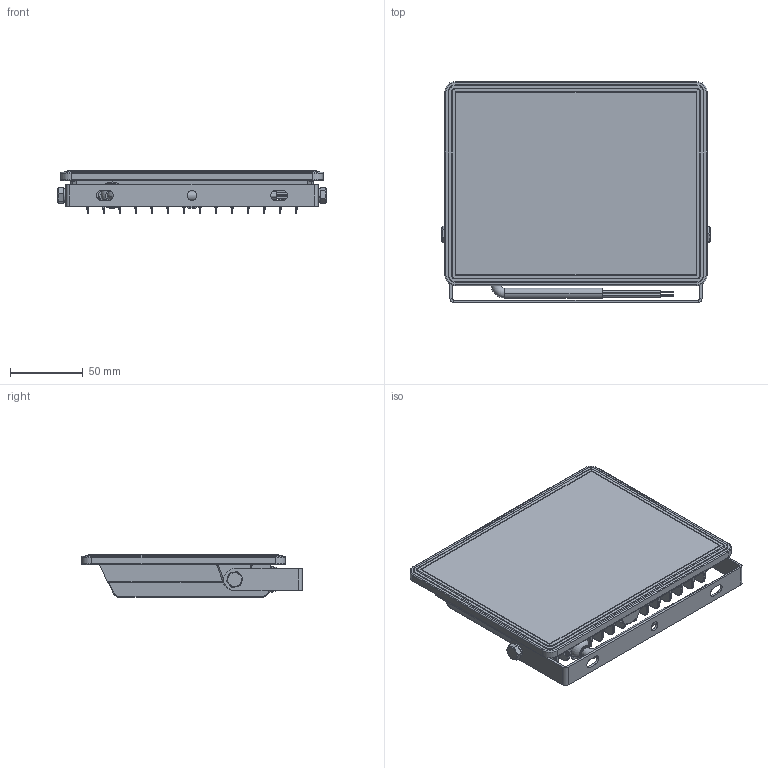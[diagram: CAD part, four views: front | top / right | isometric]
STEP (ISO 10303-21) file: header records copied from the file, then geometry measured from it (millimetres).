
FILE_DESCRIPTION (( 'STEP AP203' ), '1' );
FILE_NAME ('ﾑﾄﾎ 06-50.STEP', '2023-04-20T11:36:05', ( '' ), ( '' ), 'SwSTEP 2.0', 'SolidWorks 2022', '' );
FILE_SCHEMA (( 'CONFIG_CONTROL_DESIGN' ));
Length unit declared in the file: millimetre
Products named in the file (7): Болт М6х10; СДО 06-50; Корпус СДО 06-50; Кабель; Шайба гровер М5; Кабельный ввод; Скоба СДО 06-50
Assembly tree (10 placements, depth 2):
  СДО 06-50
    Корпус СДО 06-50
    Скоба СДО 06-50
    Шайба гровер М5  x4
    Болт М6х10  x2
    Кабельный ввод
    Кабель
Bounding box: 184 x 151.5 x 29.2 mm (x, y, z)
Volume: 412769.3 mm3; surface area: 112156.6 mm2
Topology: 10 solids, 10 shells, 1100 faces, 2654 edges, 1556 vertices
Faces by surface type: cylinder 465, plane 287, bspline 207, torus 68, cone 39, sphere 34
Entity records: 37477 total; most frequent: CARTESIAN_POINT 14063, ORIENTED_EDGE 5108, DIRECTION 4409, EDGE_CURVE 2554, AXIS2_PLACEMENT_3D 1646, VERTEX_POINT 1512, LINE 1117, VECTOR 1117
